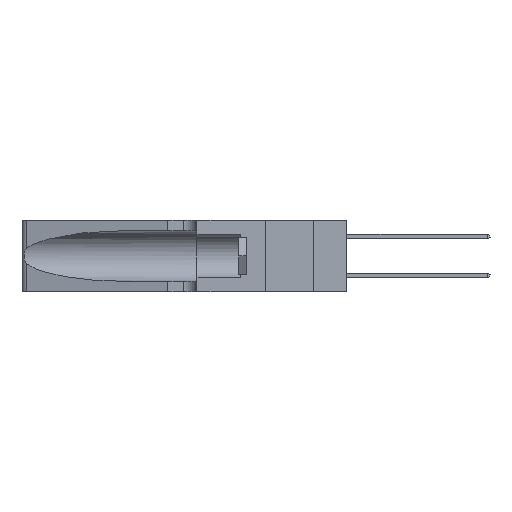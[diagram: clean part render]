
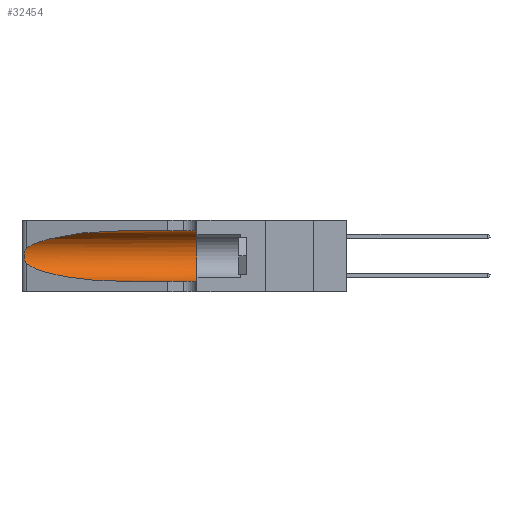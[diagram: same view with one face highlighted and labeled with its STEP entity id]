
A CAD part, left-side view. The second image highlights one B-rep face of the part: STEP entity #32454.
In plain terms, the highlighted cylindrical face has radius 3.308 mm (diameter 6.617 mm), a partial arc.
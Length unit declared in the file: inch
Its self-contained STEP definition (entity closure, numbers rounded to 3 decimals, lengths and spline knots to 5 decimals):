
#154 = DIRECTION ( 'NONE',  ( 0., 0., -1. ) ) ;
#623 = VECTOR ( 'NONE', #26708, 39.37008 ) ;
#750 = DIRECTION ( 'NONE',  ( 0., -1., 0. ) ) ;
#1916 = B_SPLINE_CURVE_WITH_KNOTS ( 'NONE', 3,
 ( #11827, #30122, #14901, #36257, #17964, #39349, #21053, #2692, #24111, #5784, #27217, #8873, #30246, #11948 ),
 .UNSPECIFIED., .F., .F.,
 ( 4, 2, 2, 2, 2, 2, 4 ),
 ( 0., 0.00027, 0.00053, 0.00107, 0.0016, 0.00187, 0.00214 ),
 .UNSPECIFIED. ) ;
#2692 = CARTESIAN_POINT ( 'NONE',  ( 0.26075, 1.23896, 0.178 ) ) ;
#2915 = CARTESIAN_POINT ( 'NONE',  ( 0.25487, 1.22718, 0.14631 ) ) ;
#3040 = CARTESIAN_POINT ( 'NONE',  ( 0.1305, 0.72297, 0.05475 ) ) ;
#5212 = CARTESIAN_POINT ( 'NONE',  ( 0.1305, 0.35, 0.185 ) ) ;
#5469 = EDGE_LOOP ( 'NONE', ( #14730, #15214, #6191, #21646, #27044, #28956 ) ) ;
#5715 = CARTESIAN_POINT ( 'NONE',  ( 0.18966, 0.96281, 0.31525 ) ) ;
#5784 = CARTESIAN_POINT ( 'NONE',  ( 0.25856, 1.23593, 0.16098 ) ) ;
#6191 = ORIENTED_EDGE ( 'NONE', *, *, #35256, .T. ) ;
#8291 = DIRECTION ( 'NONE',  ( 0., 0., 1. ) ) ;
#8782 = CYLINDRICAL_SURFACE ( 'NONE', #34683, 0.13025 ) ;
#8873 = CARTESIAN_POINT ( 'NONE',  ( 0.25639, 1.23186, 0.15144 ) ) ;
#9755 = LINE ( 'NONE', #11442, #623 ) ;
#11442 = CARTESIAN_POINT ( 'NONE',  ( 0.1305, 1.61858, 0.31525 ) ) ;
#11827 = CARTESIAN_POINT ( 'NONE',  ( 0.25487, 1.22718, 0.22369 ) ) ;
#11948 = CARTESIAN_POINT ( 'NONE',  ( 0.25487, 1.22718, 0.14631 ) ) ;
#12500 = DIRECTION ( 'NONE',  ( 0., -1., 0. ) ) ;
#14135 = VERTEX_POINT ( 'NONE', #36034 ) ;
#14610 = VERTEX_POINT ( 'NONE', #19989 ) ;
#14730 = ORIENTED_EDGE ( 'NONE', *, *, #31797, .T. ) ;
#14901 = CARTESIAN_POINT ( 'NONE',  ( 0.25639, 1.23184, 0.21858 ) ) ;
#14957 = CARTESIAN_POINT ( 'NONE',  ( 0.25487, 1.22718, 0.22369 ) ) ;
#15214 = ORIENTED_EDGE ( 'NONE', *, *, #23624, .T. ) ;
#17964 = CARTESIAN_POINT ( 'NONE',  ( 0.25854, 1.2359, 0.20912 ) ) ;
#19041 = CARTESIAN_POINT ( 'NONE',  ( 0.25487, 1.22718, 0.22369 ) ) ;
#19275 = CARTESIAN_POINT ( 'NONE',  ( 0.1305, 0.35, 0.05475 ) ) ;
#19785 = CIRCLE ( 'NONE', #32528, 0.13025 ) ;
#19989 = CARTESIAN_POINT ( 'NONE',  ( 0.1305, 0.35, 0.31525 ) ) ;
#20946 = VECTOR ( 'NONE', #750, 39.37008 ) ;
#21053 = CARTESIAN_POINT ( 'NONE',  ( 0.26075, 1.23896, 0.19203 ) ) ;
#21410 = CARTESIAN_POINT ( 'NONE',  ( 0.18966, 0.96281, 0.05475 ) ) ;
#21646 = ORIENTED_EDGE ( 'NONE', *, *, #30057, .T. ) ;
#23186 = VERTEX_POINT ( 'NONE', #37350 ) ;
#23624 = EDGE_CURVE ( 'NONE', #32537, #14135, #1916, .T. ) ;
#23870 = VERTEX_POINT ( 'NONE', #19275 ) ;
#24111 = CARTESIAN_POINT ( 'NONE',  ( 0.26017, 1.23833, 0.17102 ) ) ;
#24691 = CARTESIAN_POINT ( 'NONE',  ( 0.1305, 1.61858, 0.185 ) ) ;
#25064 = FACE_OUTER_BOUND ( 'NONE', #5469, .T. ) ;
#25838 = EDGE_CURVE ( 'NONE', #23186, #14610, #9755, .T. ) ;
#26643 = DIRECTION ( 'NONE',  ( 0., 1., 0. ) ) ;
#26708 = DIRECTION ( 'NONE',  ( 0., -1., 0. ) ) ;
#27044 = ORIENTED_EDGE ( 'NONE', *, *, #38494, .F. ) ;
#27152 = CARTESIAN_POINT ( 'NONE',  ( 0.1305, 0.72297, 0.31525 ) ) ;
#27217 = CARTESIAN_POINT ( 'NONE',  ( 0.25789, 1.23486, 0.15765 ) ) ;
#28956 = ORIENTED_EDGE ( 'NONE', *, *, #25838, .F. ) ;
#30057 = EDGE_CURVE ( 'NONE', #30942, #23870, #39118, .T. ) ;
#30122 = CARTESIAN_POINT ( 'NONE',  ( 0.25555, 1.22994, 0.2215 ) ) ;
#30246 = CARTESIAN_POINT ( 'NONE',  ( 0.25555, 1.22993, 0.14849 ) ) ;
#30942 = VERTEX_POINT ( 'NONE', #35320 ) ;
#31552 =( BOUNDED_CURVE ( )  B_SPLINE_CURVE ( 3, ( #2915, #36609, #21410, #3040 ),
 .UNSPECIFIED., .F., .F. ) 
 B_SPLINE_CURVE_WITH_KNOTS ( ( 4, 4 ),
 ( 3.44316, 4.71239 ),
 .UNSPECIFIED. ) 
 CURVE ( )  GEOMETRIC_REPRESENTATION_ITEM ( )  RATIONAL_B_SPLINE_CURVE ( ( 1., 0.87, 0.87, 1. ) ) 
 REPRESENTATION_ITEM ( '' )  );
#31797 = EDGE_CURVE ( 'NONE', #23186, #32537, #38693, .T. ) ;
#32454 = ADVANCED_FACE ( 'NONE', ( #25064 ), #8782, .F. ) ;
#32528 = AXIS2_PLACEMENT_3D ( 'NONE', #5212, #26643, #8291 ) ;
#32537 = VERTEX_POINT ( 'NONE', #19041 ) ;
#33232 = CARTESIAN_POINT ( 'NONE',  ( 0.2373, 1.15595, 0.28018 ) ) ;
#34683 = AXIS2_PLACEMENT_3D ( 'NONE', #24691, #12500, #154 ) ;
#35256 = EDGE_CURVE ( 'NONE', #14135, #30942, #31552, .T. ) ;
#35320 = CARTESIAN_POINT ( 'NONE',  ( 0.1305, 0.72297, 0.05475 ) ) ;
#36034 = CARTESIAN_POINT ( 'NONE',  ( 0.25487, 1.22718, 0.14631 ) ) ;
#36257 = CARTESIAN_POINT ( 'NONE',  ( 0.25787, 1.23484, 0.2124 ) ) ;
#36609 = CARTESIAN_POINT ( 'NONE',  ( 0.2373, 1.15595, 0.08982 ) ) ;
#37350 = CARTESIAN_POINT ( 'NONE',  ( 0.1305, 0.72297, 0.31525 ) ) ;
#37375 = CARTESIAN_POINT ( 'NONE',  ( 0.1305, 1.61858, 0.05475 ) ) ;
#38494 = EDGE_CURVE ( 'NONE', #14610, #23870, #19785, .T. ) ;
#38693 =( BOUNDED_CURVE ( )  B_SPLINE_CURVE ( 3, ( #27152, #5715, #33232, #14957 ),
 .UNSPECIFIED., .F., .F. ) 
 B_SPLINE_CURVE_WITH_KNOTS ( ( 4, 4 ),
 ( 1.5708, 2.84003 ),
 .UNSPECIFIED. ) 
 CURVE ( )  GEOMETRIC_REPRESENTATION_ITEM ( )  RATIONAL_B_SPLINE_CURVE ( ( 1., 0.87, 0.87, 1. ) ) 
 REPRESENTATION_ITEM ( '' )  );
#39118 = LINE ( 'NONE', #37375, #20946 ) ;
#39349 = CARTESIAN_POINT ( 'NONE',  ( 0.26018, 1.23835, 0.19895 ) ) ;
